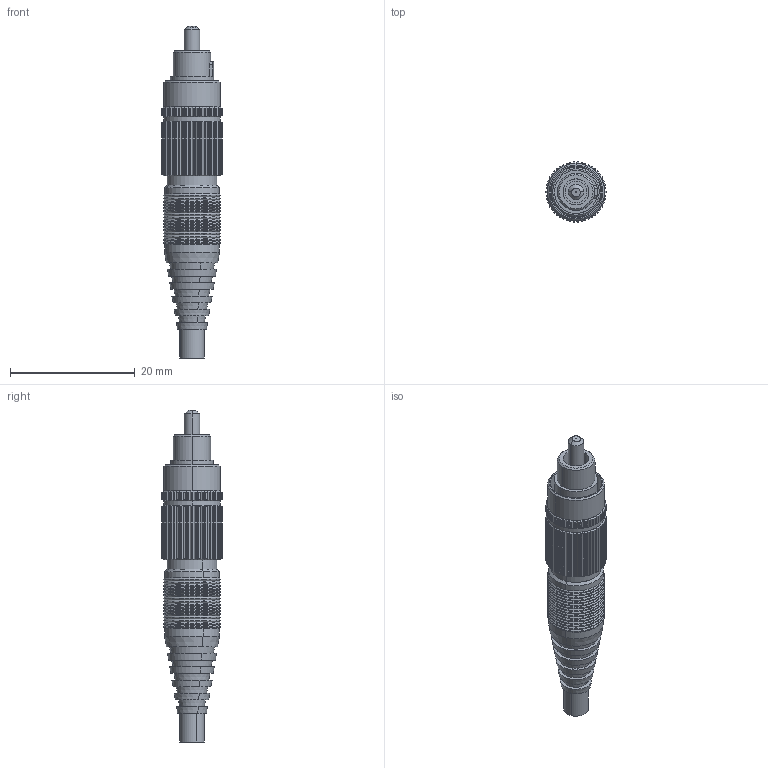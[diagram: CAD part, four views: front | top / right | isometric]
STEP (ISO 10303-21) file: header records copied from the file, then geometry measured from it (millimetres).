
FILE_DESCRIPTION (( 'STEP AP214' ), '1' );
FILE_NAME ('2339-E0W.STEP', '2012-07-19T15:26:09', ( 'Admin' ), ( '' ), 'SwSTEP 2.0', 'SolidWorks 2011', '' );
FILE_SCHEMA (( 'AUTOMOTIVE_DESIGN' ));
Length unit declared in the file: inch
Products named in the file (1): 2339-E0W
Bounding box: 9.65 x 9.64 x 53.3 mm (x, y, z)
Volume: 1949.8 mm3; surface area: 3582.7 mm2
Topology: 4 solids, 4 shells, 572 faces, 1454 edges, 924 vertices
Faces by surface type: plane 246, cylinder 172, cone 112, torus 42
Entity records: 26381 total; most frequent: CARTESIAN_POINT 5383, ORIENTED_EDGE 2908, DIRECTION 2746, EDGE_CURVE 1454, AXIS2_PLACEMENT_3D 1127, VERTEX_POINT 924, EDGE_LOOP 614, UNCERTAINTY_MEASURE_WITH_UNIT 578
